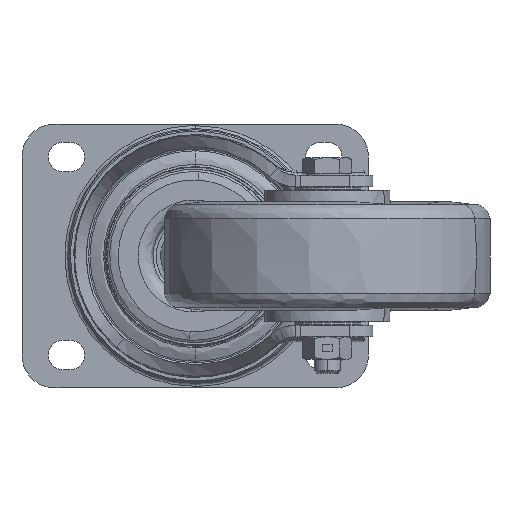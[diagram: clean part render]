
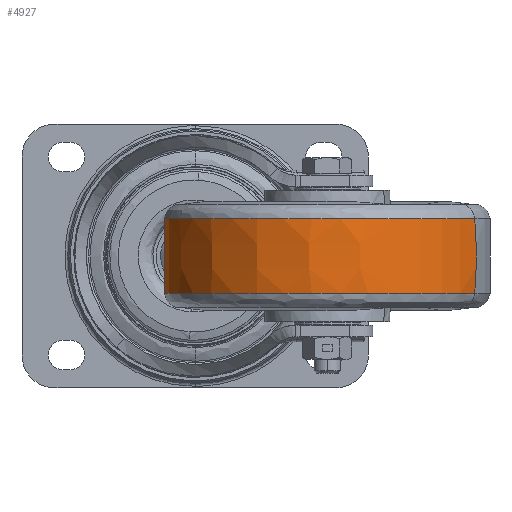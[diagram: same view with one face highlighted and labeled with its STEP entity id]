
A CAD part, front view. The second image highlights one B-rep face of the part: STEP entity #4927.
In plain terms, the highlighted free-form (B-spline) face has degree [3, 3] with [4, 4] control points.
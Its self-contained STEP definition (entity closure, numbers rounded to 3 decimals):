
#655 = CARTESIAN_POINT ( 'NONE',  ( -5.319, -56.479, 3.762 ) ) ;
#906 = CARTESIAN_POINT ( 'NONE',  ( -27.749, -45.827, 0. ) ) ;
#2808 = CIRCLE ( 'NONE', #37743, 125. ) ;
#3032 = CARTESIAN_POINT ( 'NONE',  ( -4.707, -56.769, 11.255 ) ) ;
#3627 = CARTESIAN_POINT ( 'NONE',  ( 42.245, -188.646, 11.255 ) ) ;
#3895 = DIRECTION ( 'NONE',  ( 0.903, -0.429, 0. ) ) ;
#4847 = EDGE_LOOP ( 'NONE', ( #36227, #35142, #14106, #25100 ) ) ;
#4927 = ADVANCED_FACE ( 'NONE', ( #19844 ), #16669, .T. ) ;
#6492 = CARTESIAN_POINT ( 'NONE',  ( -47.169, -146.183, -11.255 ) ) ;
#6622 = CARTESIAN_POINT ( 'NONE',  ( -4.707, -56.769, 11.255 ) ) ;
#7769 = AXIS2_PLACEMENT_3D ( 'NONE', #13529, #34452, #16512 ) ;
#8232 = CIRCLE ( 'NONE', #14516, 125. ) ;
#8692 = CIRCLE ( 'NONE', #7769, 49.492 ) ;
#9480 = CARTESIAN_POINT ( 'NONE',  ( 85.319, -99.522, -3.762 ) ) ;
#11227 = EDGE_CURVE ( 'NONE', #18510, #28758, #8232, .T. ) ;
#11348 = EDGE_CURVE ( 'NONE', #28758, #35002, #8692, .T. ) ;
#12346 = CARTESIAN_POINT ( 'NONE',  ( 84.707, -99.232, -11.255 ) ) ;
#12466 = CARTESIAN_POINT ( 'NONE',  ( -48.363, -147.117, -3.762 ) ) ;
#13510 = DIRECTION ( 'NONE',  ( 0., 0., 1. ) ) ;
#13529 = CARTESIAN_POINT ( 'NONE',  ( 40., -78., 11.255 ) ) ;
#14106 = ORIENTED_EDGE ( 'NONE', *, *, #11348, .T. ) ;
#14516 = AXIS2_PLACEMENT_3D ( 'NONE', #906, #21769, #3895 ) ;
#14547 = DIRECTION ( 'NONE',  ( 0.429, 0.903, 0. ) ) ;
#15448 = CARTESIAN_POINT ( 'NONE',  ( 85.319, -99.522, 3.762 ) ) ;
#16512 = DIRECTION ( 'NONE',  ( -0.903, 0.429, 0. ) ) ;
#16669 =( BOUNDED_SURFACE ( )  B_SPLINE_SURFACE ( 3, 3, ( 
 ( #12346, #24355, #6492, #27373 ),
 ( #9480, #30385, #12466, #33406 ),
 ( #15448, #36411, #18459, #655 ),
 ( #21499, #3627, #24483, #6622 ) ),
 .UNSPECIFIED., .F., .F., .T. ) 
 B_SPLINE_SURFACE_WITH_KNOTS ( ( 4, 4 ),
 ( 4, 4 ),
 ( 0., 1. ),
 ( 0., 1. ),
 .UNSPECIFIED. ) 
 GEOMETRIC_REPRESENTATION_ITEM ( )  RATIONAL_B_SPLINE_SURFACE ( (
 ( 1., 0.333, 0.333, 1.),
 ( 0.997, 0.332, 0.332, 0.997),
 ( 0.997, 0.332, 0.332, 0.997),
 ( 1., 0.333, 0.333, 1.) ) ) 
 REPRESENTATION_ITEM ( '' )  SURFACE ( )  );
#18459 = CARTESIAN_POINT ( 'NONE',  ( -48.363, -147.117, 3.762 ) ) ;
#18510 = VERTEX_POINT ( 'NONE', #27019 ) ;
#19844 = FACE_OUTER_BOUND ( 'NONE', #4847, .T. ) ;
#19921 = AXIS2_PLACEMENT_3D ( 'NONE', #31418, #13510, #34437 ) ;
#20642 = CIRCLE ( 'NONE', #19921, 49.492 ) ;
#20932 = EDGE_CURVE ( 'NONE', #28104, #18510, #20642, .T. ) ;
#21499 = CARTESIAN_POINT ( 'NONE',  ( 84.707, -99.232, 11.255 ) ) ;
#21769 = DIRECTION ( 'NONE',  ( -0.429, -0.903, 0. ) ) ;
#23029 = CARTESIAN_POINT ( 'NONE',  ( 84.707, -99.232, 11.255 ) ) ;
#24355 = CARTESIAN_POINT ( 'NONE',  ( 42.245, -188.646, -11.255 ) ) ;
#24483 = CARTESIAN_POINT ( 'NONE',  ( -47.169, -146.183, 11.255 ) ) ;
#25100 = ORIENTED_EDGE ( 'NONE', *, *, #38317, .F. ) ;
#27019 = CARTESIAN_POINT ( 'NONE',  ( 84.707, -99.232, -11.255 ) ) ;
#27188 = CARTESIAN_POINT ( 'NONE',  ( -4.707, -56.769, -11.255 ) ) ;
#27373 = CARTESIAN_POINT ( 'NONE',  ( -4.707, -56.769, -11.255 ) ) ;
#28104 = VERTEX_POINT ( 'NONE', #27188 ) ;
#28758 = VERTEX_POINT ( 'NONE', #23029 ) ;
#30385 = CARTESIAN_POINT ( 'NONE',  ( 42.275, -190.16, -3.762 ) ) ;
#31418 = CARTESIAN_POINT ( 'NONE',  ( 40., -78., -11.255 ) ) ;
#32468 = CARTESIAN_POINT ( 'NONE',  ( 107.749, -110.174, 0. ) ) ;
#33406 = CARTESIAN_POINT ( 'NONE',  ( -5.319, -56.479, -3.762 ) ) ;
#34437 = DIRECTION ( 'NONE',  ( -0.903, 0.429, 0. ) ) ;
#34452 = DIRECTION ( 'NONE',  ( 0., 0., -1. ) ) ;
#35002 = VERTEX_POINT ( 'NONE', #3032 ) ;
#35142 = ORIENTED_EDGE ( 'NONE', *, *, #11227, .T. ) ;
#35474 = DIRECTION ( 'NONE',  ( -0.903, 0.429, 0. ) ) ;
#36227 = ORIENTED_EDGE ( 'NONE', *, *, #20932, .T. ) ;
#36411 = CARTESIAN_POINT ( 'NONE',  ( 42.275, -190.16, 3.762 ) ) ;
#37743 = AXIS2_PLACEMENT_3D ( 'NONE', #32468, #14547, #35474 ) ;
#38317 = EDGE_CURVE ( 'NONE', #28104, #35002, #2808, .T. ) ;
